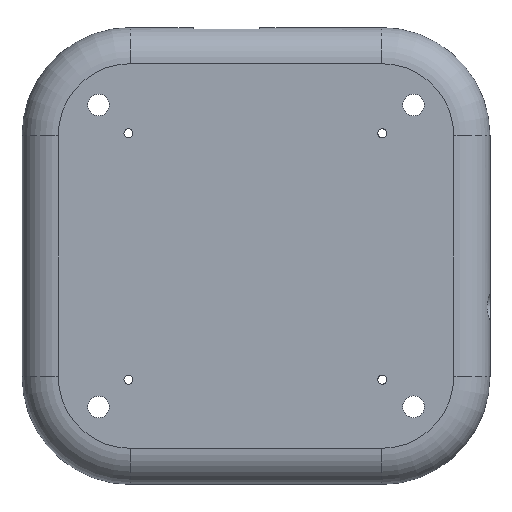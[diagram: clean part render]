
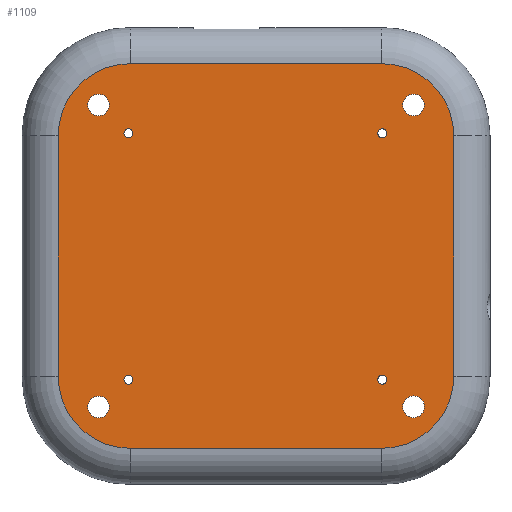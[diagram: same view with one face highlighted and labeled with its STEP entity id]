
A CAD part, front view. The second image highlights one B-rep face of the part: STEP entity #1109.
In plain terms, the highlighted planar face has unit normal (0, -1, 0).
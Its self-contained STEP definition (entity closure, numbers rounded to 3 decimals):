
#43=FACE_BOUND('',#217,.T.);
#44=FACE_BOUND('',#218,.T.);
#45=FACE_BOUND('',#219,.T.);
#46=FACE_BOUND('',#220,.T.);
#47=FACE_BOUND('',#221,.T.);
#48=FACE_BOUND('',#222,.T.);
#49=FACE_BOUND('',#223,.T.);
#50=FACE_BOUND('',#224,.T.);
#74=PLANE('',#1262);
#135=FACE_OUTER_BOUND('',#216,.T.);
#216=EDGE_LOOP('',(#984,#985,#986,#987,#988,#989,#990,#991));
#217=EDGE_LOOP('',(#992));
#218=EDGE_LOOP('',(#993));
#219=EDGE_LOOP('',(#994));
#220=EDGE_LOOP('',(#995));
#221=EDGE_LOOP('',(#996));
#222=EDGE_LOOP('',(#997));
#223=EDGE_LOOP('',(#998));
#224=EDGE_LOOP('',(#999));
#242=LINE('',#1761,#315);
#255=LINE('',#1800,#328);
#296=LINE('',#1969,#369);
#297=LINE('',#1977,#370);
#315=VECTOR('',#1358,10.);
#328=VECTOR('',#1391,10.);
#369=VECTOR('',#1594,10.);
#370=VECTOR('',#1605,10.);
#376=CIRCLE('',#1130,3.);
#378=CIRCLE('',#1133,3.);
#380=CIRCLE('',#1136,3.);
#382=CIRCLE('',#1139,3.);
#441=CIRCLE('',#1249,20.);
#442=CIRCLE('',#1251,20.);
#445=CIRCLE('',#1256,20.);
#448=CIRCLE('',#1261,20.);
#449=CIRCLE('',#1263,1.25);
#450=CIRCLE('',#1264,1.25);
#451=CIRCLE('',#1265,1.25);
#452=CIRCLE('',#1266,1.25);
#454=VERTEX_POINT('',#1636);
#456=VERTEX_POINT('',#1642);
#458=VERTEX_POINT('',#1648);
#460=VERTEX_POINT('',#1654);
#480=VERTEX_POINT('',#1758);
#481=VERTEX_POINT('',#1760);
#496=VERTEX_POINT('',#1797);
#497=VERTEX_POINT('',#1799);
#543=VERTEX_POINT('',#1963);
#544=VERTEX_POINT('',#1967);
#545=VERTEX_POINT('',#1971);
#546=VERTEX_POINT('',#1975);
#547=VERTEX_POINT('',#1981);
#548=VERTEX_POINT('',#1983);
#549=VERTEX_POINT('',#1985);
#550=VERTEX_POINT('',#1987);
#553=EDGE_CURVE('',#454,#454,#376,.T.);
#556=EDGE_CURVE('',#456,#456,#378,.T.);
#559=EDGE_CURVE('',#458,#458,#380,.T.);
#562=EDGE_CURVE('',#460,#460,#382,.T.);
#589=EDGE_CURVE('',#480,#481,#242,.T.);
#608=EDGE_CURVE('',#496,#497,#255,.T.);
#688=EDGE_CURVE('',#497,#480,#441,.T.);
#689=EDGE_CURVE('',#481,#543,#442,.T.);
#692=EDGE_CURVE('',#543,#544,#296,.T.);
#693=EDGE_CURVE('',#544,#545,#445,.T.);
#696=EDGE_CURVE('',#545,#546,#297,.T.);
#697=EDGE_CURVE('',#546,#496,#448,.T.);
#698=EDGE_CURVE('',#547,#547,#449,.T.);
#699=EDGE_CURVE('',#548,#548,#450,.T.);
#700=EDGE_CURVE('',#549,#549,#451,.T.);
#701=EDGE_CURVE('',#550,#550,#452,.T.);
#984=ORIENTED_EDGE('',*,*,#688,.F.);
#985=ORIENTED_EDGE('',*,*,#608,.F.);
#986=ORIENTED_EDGE('',*,*,#697,.F.);
#987=ORIENTED_EDGE('',*,*,#696,.F.);
#988=ORIENTED_EDGE('',*,*,#693,.F.);
#989=ORIENTED_EDGE('',*,*,#692,.F.);
#990=ORIENTED_EDGE('',*,*,#689,.F.);
#991=ORIENTED_EDGE('',*,*,#589,.F.);
#992=ORIENTED_EDGE('',*,*,#553,.T.);
#993=ORIENTED_EDGE('',*,*,#556,.T.);
#994=ORIENTED_EDGE('',*,*,#559,.T.);
#995=ORIENTED_EDGE('',*,*,#562,.T.);
#996=ORIENTED_EDGE('',*,*,#698,.F.);
#997=ORIENTED_EDGE('',*,*,#699,.F.);
#998=ORIENTED_EDGE('',*,*,#700,.F.);
#999=ORIENTED_EDGE('',*,*,#701,.F.);
#1109=ADVANCED_FACE('',(#135,#43,#44,#45,#46,#47,#48,#49,#50),#74,.F.);
#1130=AXIS2_PLACEMENT_3D('',#1638,#1278,#1279);
#1133=AXIS2_PLACEMENT_3D('',#1644,#1285,#1286);
#1136=AXIS2_PLACEMENT_3D('',#1650,#1292,#1293);
#1139=AXIS2_PLACEMENT_3D('',#1656,#1299,#1300);
#1249=AXIS2_PLACEMENT_3D('',#1961,#1582,#1583);
#1251=AXIS2_PLACEMENT_3D('',#1964,#1586,#1587);
#1256=AXIS2_PLACEMENT_3D('',#1972,#1597,#1598);
#1261=AXIS2_PLACEMENT_3D('',#1979,#1608,#1609);
#1262=AXIS2_PLACEMENT_3D('',#1980,#1610,#1611);
#1263=AXIS2_PLACEMENT_3D('',#1982,#1612,#1613);
#1264=AXIS2_PLACEMENT_3D('',#1984,#1614,#1615);
#1265=AXIS2_PLACEMENT_3D('',#1986,#1616,#1617);
#1266=AXIS2_PLACEMENT_3D('',#1988,#1618,#1619);
#1278=DIRECTION('center_axis',(0.,1.,0.));
#1279=DIRECTION('ref_axis',(0.,0.,1.));
#1285=DIRECTION('center_axis',(0.,1.,0.));
#1286=DIRECTION('ref_axis',(0.,0.,1.));
#1292=DIRECTION('center_axis',(0.,1.,0.));
#1293=DIRECTION('ref_axis',(0.,0.,1.));
#1299=DIRECTION('center_axis',(0.,1.,0.));
#1300=DIRECTION('ref_axis',(0.,0.,1.));
#1358=DIRECTION('',(0.,0.,-1.));
#1391=DIRECTION('',(1.,0.,0.));
#1582=DIRECTION('center_axis',(0.,1.,0.));
#1583=DIRECTION('ref_axis',(0.707,0.,0.707));
#1586=DIRECTION('center_axis',(0.,1.,0.));
#1587=DIRECTION('ref_axis',(0.707,0.,-0.707));
#1594=DIRECTION('',(-1.,0.,0.));
#1597=DIRECTION('center_axis',(0.,1.,0.));
#1598=DIRECTION('ref_axis',(-0.707,0.,-0.707));
#1605=DIRECTION('',(0.,0.,1.));
#1608=DIRECTION('center_axis',(0.,1.,0.));
#1609=DIRECTION('ref_axis',(-0.707,0.,0.707));
#1610=DIRECTION('center_axis',(0.,1.,0.));
#1611=DIRECTION('ref_axis',(1.,0.,0.));
#1612=DIRECTION('center_axis',(0.,-1.,0.));
#1613=DIRECTION('ref_axis',(1.,0.,0.));
#1614=DIRECTION('center_axis',(0.,-1.,0.));
#1615=DIRECTION('ref_axis',(1.,0.,0.));
#1616=DIRECTION('center_axis',(0.,-1.,0.));
#1617=DIRECTION('ref_axis',(1.,0.,0.));
#1618=DIRECTION('center_axis',(0.,-1.,0.));
#1619=DIRECTION('ref_axis',(1.,0.,0.));
#1636=CARTESIAN_POINT('',(93.513,-10.072,-88.315));
#1638=CARTESIAN_POINT('Origin',(93.513,-10.072,-85.315));
#1642=CARTESIAN_POINT('',(6.328,-10.072,-88.344));
#1644=CARTESIAN_POINT('Origin',(6.328,-10.072,-85.344));
#1648=CARTESIAN_POINT('',(6.331,-10.072,-4.771));
#1650=CARTESIAN_POINT('Origin',(6.331,-10.072,-1.771));
#1654=CARTESIAN_POINT('',(93.508,-10.072,-4.786));
#1656=CARTESIAN_POINT('Origin',(93.508,-10.072,-1.786));
#1758=CARTESIAN_POINT('',(104.65,-10.072,-10.34));
#1760=CARTESIAN_POINT('',(104.65,-10.072,-76.815));
#1761=CARTESIAN_POINT('',(104.65,-10.072,-26.959));
#1797=CARTESIAN_POINT('',(15.129,-10.072,9.66));
#1799=CARTESIAN_POINT('',(84.65,-10.072,9.66));
#1800=CARTESIAN_POINT('',(32.509,-10.072,9.66));
#1961=CARTESIAN_POINT('Origin',(84.65,-10.072,-10.34));
#1963=CARTESIAN_POINT('',(84.65,-10.072,-96.815));
#1964=CARTESIAN_POINT('Origin',(84.65,-10.072,-76.815));
#1967=CARTESIAN_POINT('',(15.129,-10.072,-96.815));
#1969=CARTESIAN_POINT('',(67.27,-10.072,-96.815));
#1971=CARTESIAN_POINT('',(-4.871,-10.072,-76.815));
#1972=CARTESIAN_POINT('Origin',(15.129,-10.072,-76.815));
#1975=CARTESIAN_POINT('',(-4.871,-10.072,-10.34));
#1977=CARTESIAN_POINT('',(-4.871,-10.072,-60.196));
#1979=CARTESIAN_POINT('Origin',(15.129,-10.072,-10.34));
#1980=CARTESIAN_POINT('Origin',(49.89,-10.072,-43.578));
#1981=CARTESIAN_POINT('',(83.579,-10.072,-9.621));
#1982=CARTESIAN_POINT('Origin',(84.829,-10.072,-9.621));
#1983=CARTESIAN_POINT('',(83.579,-10.072,-77.82));
#1984=CARTESIAN_POINT('Origin',(84.829,-10.072,-77.82));
#1985=CARTESIAN_POINT('',(13.348,-10.072,-77.82));
#1986=CARTESIAN_POINT('Origin',(14.598,-10.072,-77.82));
#1987=CARTESIAN_POINT('',(13.348,-10.072,-9.621));
#1988=CARTESIAN_POINT('Origin',(14.598,-10.072,-9.621));
